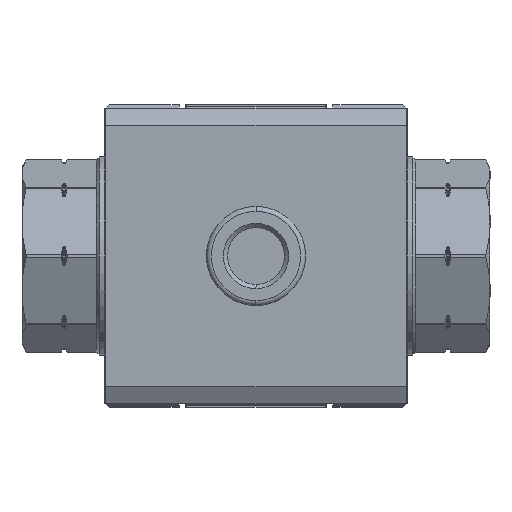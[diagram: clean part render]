
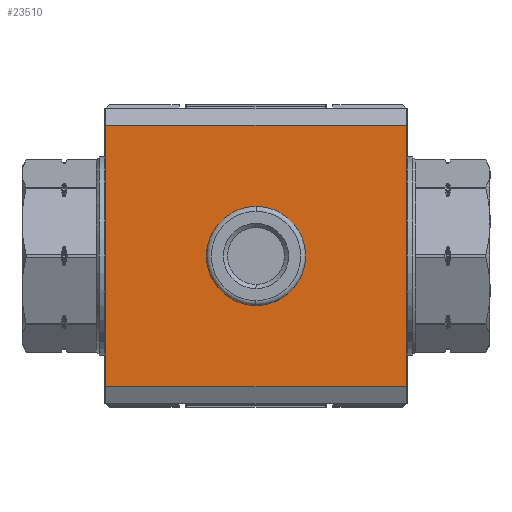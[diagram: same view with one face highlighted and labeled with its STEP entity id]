
A CAD part, front view. The second image highlights one B-rep face of the part: STEP entity #23510.
In plain terms, the highlighted planar face has unit normal (0, -1, 0).
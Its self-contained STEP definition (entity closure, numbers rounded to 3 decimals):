
#681 = EDGE_LOOP ( 'NONE', ( #6723, #15828, #11250, #1242 ) ) ;
#1242 = ORIENTED_EDGE ( 'NONE', *, *, #12871, .T. ) ;
#1804 = CARTESIAN_POINT ( 'NONE',  ( 30.25, -32.5, 26.336 ) ) ;
#2106 = CARTESIAN_POINT ( 'NONE',  ( 0., -32.5, 0. ) ) ;
#2862 = PLANE ( 'NONE',  #26008 ) ;
#5976 = VERTEX_POINT ( 'NONE', #18780 ) ;
#6723 = ORIENTED_EDGE ( 'NONE', *, *, #11310, .T. ) ;
#7231 = CIRCLE ( 'NONE', #23085, 10. ) ;
#7465 = CARTESIAN_POINT ( 'NONE',  ( -30.25, -32.5, -26.336 ) ) ;
#7528 = VERTEX_POINT ( 'NONE', #23719 ) ;
#7904 = DIRECTION ( 'NONE',  ( 0., 0., -1. ) ) ;
#8109 = EDGE_LOOP ( 'NONE', ( #16232, #15355 ) ) ;
#8546 = EDGE_CURVE ( 'NONE', #24675, #24888, #17344, .T. ) ;
#9023 = CARTESIAN_POINT ( 'NONE',  ( 0., -32.5, 0. ) ) ;
#9387 = VECTOR ( 'NONE', #26339, 1000. ) ;
#9713 = VERTEX_POINT ( 'NONE', #11517 ) ;
#9784 = LINE ( 'NONE', #12706, #25390 ) ;
#11250 = ORIENTED_EDGE ( 'NONE', *, *, #17787, .F. ) ;
#11310 = EDGE_CURVE ( 'NONE', #5976, #29632, #9784, .T. ) ;
#11517 = CARTESIAN_POINT ( 'NONE',  ( 30.25, -32.5, 26.336 ) ) ;
#12190 = DIRECTION ( 'NONE',  ( 0., -1., 0. ) ) ;
#12569 = LINE ( 'NONE', #7465, #25048 ) ;
#12706 = CARTESIAN_POINT ( 'NONE',  ( -30.25, -32.5, -26.336 ) ) ;
#12871 = EDGE_CURVE ( 'NONE', #9713, #5976, #23858, .T. ) ;
#13604 = LINE ( 'NONE', #1804, #22758 ) ;
#15120 = CARTESIAN_POINT ( 'NONE',  ( -30.25, -32.5, -26.336 ) ) ;
#15216 = CARTESIAN_POINT ( 'NONE',  ( 0., -32.5, -10. ) ) ;
#15355 = ORIENTED_EDGE ( 'NONE', *, *, #24390, .F. ) ;
#15828 = ORIENTED_EDGE ( 'NONE', *, *, #24279, .F. ) ;
#16232 = ORIENTED_EDGE ( 'NONE', *, *, #8546, .F. ) ;
#16984 = FACE_OUTER_BOUND ( 'NONE', #681, .T. ) ;
#17298 = FACE_BOUND ( 'NONE', #8109, .T. ) ;
#17344 = CIRCLE ( 'NONE', #18819, 10. ) ;
#17787 = EDGE_CURVE ( 'NONE', #9713, #7528, #13604, .T. ) ;
#18780 = CARTESIAN_POINT ( 'NONE',  ( -30.25, -32.5, 26.336 ) ) ;
#18819 = AXIS2_PLACEMENT_3D ( 'NONE', #9023, #18931, #28409 ) ;
#18931 = DIRECTION ( 'NONE',  ( 0., -1., 0. ) ) ;
#19617 = DIRECTION ( 'NONE',  ( 0., 0., -1. ) ) ;
#20868 = DIRECTION ( 'NONE',  ( 0., 0., -1. ) ) ;
#21728 = DIRECTION ( 'NONE',  ( -1., 0., 0. ) ) ;
#22758 = VECTOR ( 'NONE', #20868, 1000. ) ;
#23085 = AXIS2_PLACEMENT_3D ( 'NONE', #2106, #28334, #23827 ) ;
#23510 = ADVANCED_FACE ( 'NONE', ( #17298, #16984 ), #2862, .T. ) ;
#23719 = CARTESIAN_POINT ( 'NONE',  ( 30.25, -32.5, -26.336 ) ) ;
#23827 = DIRECTION ( 'NONE',  ( 0., 0., -1. ) ) ;
#23858 = LINE ( 'NONE', #28664, #9387 ) ;
#24279 = EDGE_CURVE ( 'NONE', #7528, #29632, #12569, .T. ) ;
#24390 = EDGE_CURVE ( 'NONE', #24888, #24675, #7231, .T. ) ;
#24675 = VERTEX_POINT ( 'NONE', #26098 ) ;
#24888 = VERTEX_POINT ( 'NONE', #15216 ) ;
#25048 = VECTOR ( 'NONE', #21728, 1000. ) ;
#25390 = VECTOR ( 'NONE', #7904, 1000. ) ;
#26008 = AXIS2_PLACEMENT_3D ( 'NONE', #15120, #12190, #19617 ) ;
#26098 = CARTESIAN_POINT ( 'NONE',  ( 0., -32.5, 10. ) ) ;
#26339 = DIRECTION ( 'NONE',  ( -1., 0., 0. ) ) ;
#26665 = CARTESIAN_POINT ( 'NONE',  ( -30.25, -32.5, -26.336 ) ) ;
#28334 = DIRECTION ( 'NONE',  ( 0., -1., 0. ) ) ;
#28409 = DIRECTION ( 'NONE',  ( 0., 0., -1. ) ) ;
#28664 = CARTESIAN_POINT ( 'NONE',  ( -30.25, -32.5, 26.336 ) ) ;
#29632 = VERTEX_POINT ( 'NONE', #26665 ) ;
